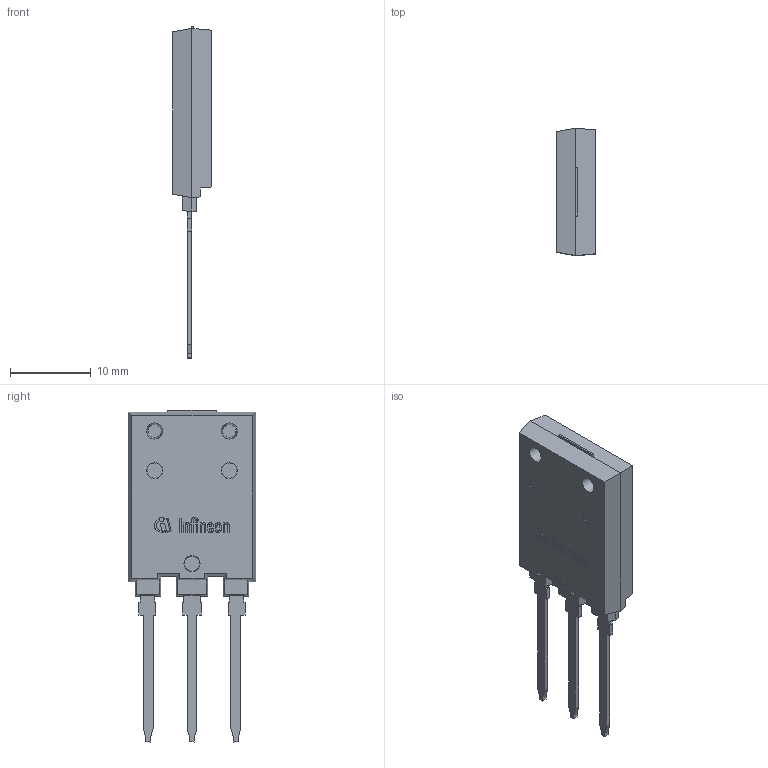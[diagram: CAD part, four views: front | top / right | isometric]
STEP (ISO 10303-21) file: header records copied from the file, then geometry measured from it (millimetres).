
FILE_DESCRIPTION(/* description */ (''),/* implementation_level */ '2;1');
FILE_NAME(/* name */ 'PG-TO247-3-51_Z8B00206225_V02_3D.stp',/* time_stamp */ '2022-05-25T15:14:18+06:00',/* author */ ('janartha'),/* organization */ (''),/* preprocessor_version */ 'ST-DEVELOPER v16.13',/* originating_system */ 'AutoCAD Mechanical',/* authorisation */ '');
FILE_SCHEMA (('AUTOMOTIVE_DESIGN { 1 0 10303 214 3 1 1 }'));
Length unit declared in the file: millimetre
Products named in the file (1): Product
Bounding box: 4.81 x 15.8 x 41.21 mm (x, y, z)
Volume: 1563.3 mm3; surface area: 2352.9 mm2
Topology: 19 solids, 19 shells, 252 faces, 620 edges, 411 vertices
Faces by surface type: plane 221, bspline 20, cylinder 6, torus 3, cone 2
Full cylindrical faces by diameter (mm): 0.289 x1, 0.58 x1, 2 x3
Entity records: 7519 total; most frequent: CARTESIAN_POINT 1710, ORIENTED_EDGE 1220, DIRECTION 1063, EDGE_CURVE 610, LINE 551, VECTOR 551, VERTEX_POINT 411, EDGE_LOOP 271
